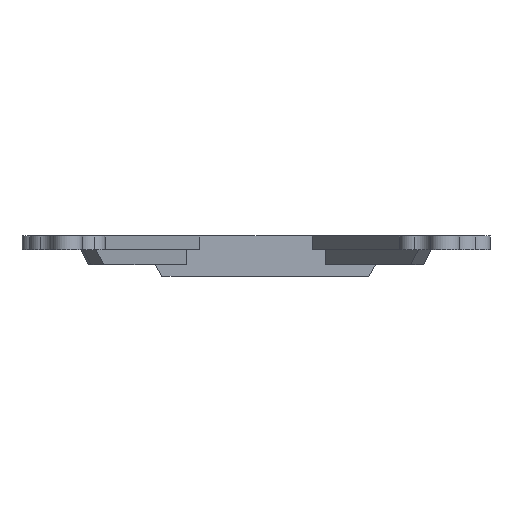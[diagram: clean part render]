
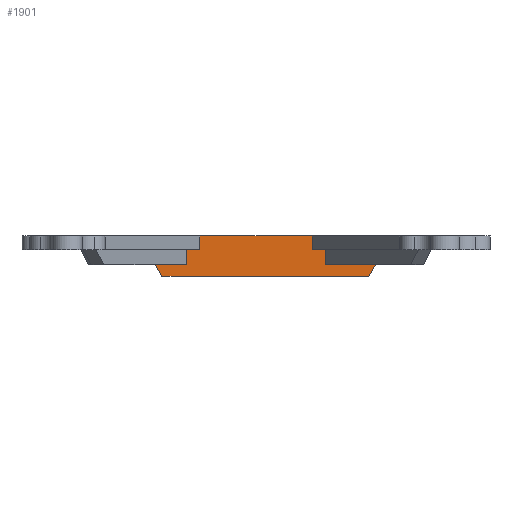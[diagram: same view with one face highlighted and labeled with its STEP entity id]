
A CAD part, left-side view. The second image highlights one B-rep face of the part: STEP entity #1901.
In plain terms, the highlighted planar face has unit normal (-1, 0, 0).
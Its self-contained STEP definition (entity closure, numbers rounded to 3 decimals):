
#263=FACE_OUTER_BOUND('',#374,.T.);
#374=EDGE_LOOP('',(#1482,#1483,#1484,#1485,#1486,#1487,#1488,#1489,#1490,
#1491,#1492,#1493,#1494,#1495,#1496,#1497,#1498,#1499,#1500,#1501));
#510=LINE('',#2890,#678);
#513=LINE('',#2895,#681);
#519=LINE('',#2909,#687);
#522=LINE('',#2914,#690);
#524=LINE('',#2919,#692);
#543=LINE('',#3005,#711);
#547=LINE('',#3018,#715);
#550=LINE('',#3031,#718);
#556=LINE('',#3077,#724);
#558=LINE('',#3081,#726);
#559=LINE('',#3083,#727);
#560=LINE('',#3085,#728);
#561=LINE('',#3086,#729);
#562=LINE('',#3088,#730);
#563=LINE('',#3090,#731);
#564=LINE('',#3092,#732);
#565=LINE('',#3093,#733);
#566=LINE('',#3095,#734);
#567=LINE('',#3097,#735);
#568=LINE('',#3098,#736);
#678=VECTOR('',#2287,10.);
#681=VECTOR('',#2292,10.);
#687=VECTOR('',#2302,10.);
#690=VECTOR('',#2307,10.);
#692=VECTOR('',#2311,10.);
#711=VECTOR('',#2396,10.);
#715=VECTOR('',#2408,10.);
#718=VECTOR('',#2421,10.);
#724=VECTOR('',#2469,10.);
#726=VECTOR('',#2473,10.);
#727=VECTOR('',#2474,10.);
#728=VECTOR('',#2475,10.);
#729=VECTOR('',#2476,10.);
#730=VECTOR('',#2477,10.);
#731=VECTOR('',#2478,10.);
#732=VECTOR('',#2479,10.);
#733=VECTOR('',#2480,10.);
#734=VECTOR('',#2481,10.);
#735=VECTOR('',#2482,10.);
#736=VECTOR('',#2483,10.);
#847=VERTEX_POINT('',#2887);
#848=VERTEX_POINT('',#2889);
#849=VERTEX_POINT('',#2893);
#854=VERTEX_POINT('',#2906);
#855=VERTEX_POINT('',#2908);
#856=VERTEX_POINT('',#2912);
#857=VERTEX_POINT('',#2916);
#858=VERTEX_POINT('',#2918);
#892=VERTEX_POINT('',#3004);
#897=VERTEX_POINT('',#3017);
#902=VERTEX_POINT('',#3029);
#921=VERTEX_POINT('',#3076);
#922=VERTEX_POINT('',#3080);
#923=VERTEX_POINT('',#3082);
#924=VERTEX_POINT('',#3084);
#925=VERTEX_POINT('',#3087);
#926=VERTEX_POINT('',#3089);
#927=VERTEX_POINT('',#3091);
#928=VERTEX_POINT('',#3094);
#929=VERTEX_POINT('',#3096);
#1046=EDGE_CURVE('',#848,#847,#510,.T.);
#1049=EDGE_CURVE('',#847,#849,#513,.T.);
#1055=EDGE_CURVE('',#855,#854,#519,.T.);
#1058=EDGE_CURVE('',#854,#856,#522,.T.);
#1060=EDGE_CURVE('',#857,#858,#524,.T.);
#1102=EDGE_CURVE('',#892,#848,#543,.T.);
#1108=EDGE_CURVE('',#892,#897,#547,.T.);
#1116=EDGE_CURVE('',#902,#849,#550,.T.);
#1139=EDGE_CURVE('',#921,#855,#556,.T.);
#1141=EDGE_CURVE('',#902,#922,#558,.T.);
#1142=EDGE_CURVE('',#923,#922,#559,.T.);
#1143=EDGE_CURVE('',#923,#924,#560,.T.);
#1144=EDGE_CURVE('',#921,#924,#561,.T.);
#1145=EDGE_CURVE('',#925,#856,#562,.T.);
#1146=EDGE_CURVE('',#925,#926,#563,.T.);
#1147=EDGE_CURVE('',#927,#926,#564,.T.);
#1148=EDGE_CURVE('',#858,#927,#565,.T.);
#1149=EDGE_CURVE('',#928,#857,#566,.T.);
#1150=EDGE_CURVE('',#929,#928,#567,.T.);
#1151=EDGE_CURVE('',#929,#897,#568,.T.);
#1482=ORIENTED_EDGE('',*,*,#1049,.T.);
#1483=ORIENTED_EDGE('',*,*,#1116,.F.);
#1484=ORIENTED_EDGE('',*,*,#1141,.T.);
#1485=ORIENTED_EDGE('',*,*,#1142,.F.);
#1486=ORIENTED_EDGE('',*,*,#1143,.T.);
#1487=ORIENTED_EDGE('',*,*,#1144,.F.);
#1488=ORIENTED_EDGE('',*,*,#1139,.T.);
#1489=ORIENTED_EDGE('',*,*,#1055,.T.);
#1490=ORIENTED_EDGE('',*,*,#1058,.T.);
#1491=ORIENTED_EDGE('',*,*,#1145,.F.);
#1492=ORIENTED_EDGE('',*,*,#1146,.T.);
#1493=ORIENTED_EDGE('',*,*,#1147,.F.);
#1494=ORIENTED_EDGE('',*,*,#1148,.F.);
#1495=ORIENTED_EDGE('',*,*,#1060,.F.);
#1496=ORIENTED_EDGE('',*,*,#1149,.F.);
#1497=ORIENTED_EDGE('',*,*,#1150,.F.);
#1498=ORIENTED_EDGE('',*,*,#1151,.T.);
#1499=ORIENTED_EDGE('',*,*,#1108,.F.);
#1500=ORIENTED_EDGE('',*,*,#1102,.T.);
#1501=ORIENTED_EDGE('',*,*,#1046,.T.);
#1845=PLANE('',#2061);
#1901=ADVANCED_FACE('',(#263),#1845,.T.);
#2061=AXIS2_PLACEMENT_3D('',#3079,#2471,#2472);
#2287=DIRECTION('',(0.,1.,0.));
#2292=DIRECTION('',(0.,0.,1.));
#2302=DIRECTION('',(0.,1.,0.));
#2307=DIRECTION('',(0.,0.,1.));
#2311=DIRECTION('',(0.,1.,0.));
#2396=DIRECTION('',(0.,0.,-1.));
#2408=DIRECTION('',(0.,-1.,0.));
#2421=DIRECTION('',(0.,-1.,0.));
#2469=DIRECTION('',(0.,0.,-1.));
#2471=DIRECTION('center_axis',(-1.,0.,0.));
#2472=DIRECTION('ref_axis',(0.,-1.,0.));
#2473=DIRECTION('',(0.,0.,1.));
#2474=DIRECTION('',(0.,-1.,0.));
#2475=DIRECTION('',(0.,0.,-1.));
#2476=DIRECTION('',(0.,-1.,0.));
#2477=DIRECTION('',(0.,-1.,0.));
#2478=DIRECTION('',(0.,0.,1.));
#2479=DIRECTION('',(0.,-1.,0.));
#2480=DIRECTION('',(0.,0.5,0.866));
#2481=DIRECTION('',(0.,0.5,-0.866));
#2482=DIRECTION('',(0.,-1.,0.));
#2483=DIRECTION('',(0.,0.,-1.));
#2887=CARTESIAN_POINT('',(-17.487,-18.413,-3.6));
#2889=CARTESIAN_POINT('',(-17.487,-23.11,-3.6));
#2890=CARTESIAN_POINT('',(-17.487,-0.84,-3.6));
#2893=CARTESIAN_POINT('',(-17.487,-18.413,0.4));
#2895=CARTESIAN_POINT('',(-17.487,-18.413,0.4));
#2906=CARTESIAN_POINT('',(-17.487,23.11,-3.6));
#2908=CARTESIAN_POINT('',(-17.487,18.413,-3.6));
#2909=CARTESIAN_POINT('',(-17.487,31.715,-3.6));
#2912=CARTESIAN_POINT('',(-17.487,23.11,0.4));
#2914=CARTESIAN_POINT('',(-17.487,23.11,0.4));
#2916=CARTESIAN_POINT('',(-17.487,-29.88,-6.6));
#2918=CARTESIAN_POINT('',(-17.487,24.914,-6.6));
#2919=CARTESIAN_POINT('',(-17.487,-31.034,-6.6));
#3004=CARTESIAN_POINT('',(-17.487,-23.11,0.4));
#3005=CARTESIAN_POINT('',(-17.487,-23.11,0.4));
#3017=CARTESIAN_POINT('',(-17.487,-26.632,0.4));
#3018=CARTESIAN_POINT('',(-17.487,-15.517,0.4));
#3029=CARTESIAN_POINT('',(-17.487,-14.891,0.4));
#3031=CARTESIAN_POINT('',(-17.487,-15.517,0.4));
#3076=CARTESIAN_POINT('',(-17.487,18.413,0.4));
#3077=CARTESIAN_POINT('',(-17.487,18.413,0.4));
#3079=CARTESIAN_POINT('Origin',(-17.487,31.034,0.4));
#3080=CARTESIAN_POINT('',(-17.487,-14.891,4.));
#3081=CARTESIAN_POINT('',(-17.487,-14.891,0.4));
#3082=CARTESIAN_POINT('',(-17.487,14.891,4.));
#3083=CARTESIAN_POINT('',(-17.487,-31.034,4.));
#3084=CARTESIAN_POINT('',(-17.487,14.891,0.4));
#3085=CARTESIAN_POINT('',(-17.487,14.891,0.4));
#3086=CARTESIAN_POINT('',(-17.487,-15.517,0.4));
#3087=CARTESIAN_POINT('',(-17.487,26.632,0.4));
#3088=CARTESIAN_POINT('',(-17.487,-15.517,0.4));
#3089=CARTESIAN_POINT('',(-17.487,26.632,4.));
#3090=CARTESIAN_POINT('',(-17.487,26.632,0.4));
#3091=CARTESIAN_POINT('',(-17.487,31.034,4.));
#3092=CARTESIAN_POINT('',(-17.487,-31.034,4.));
#3093=CARTESIAN_POINT('',(-17.487,29.234,0.882));
#3094=CARTESIAN_POINT('',(-17.487,-36.,4.));
#3095=CARTESIAN_POINT('',(-17.487,-33.534,-0.27));
#3096=CARTESIAN_POINT('',(-17.487,-26.632,4.));
#3097=CARTESIAN_POINT('',(-17.487,-31.034,4.));
#3098=CARTESIAN_POINT('',(-17.487,-26.632,0.4));
